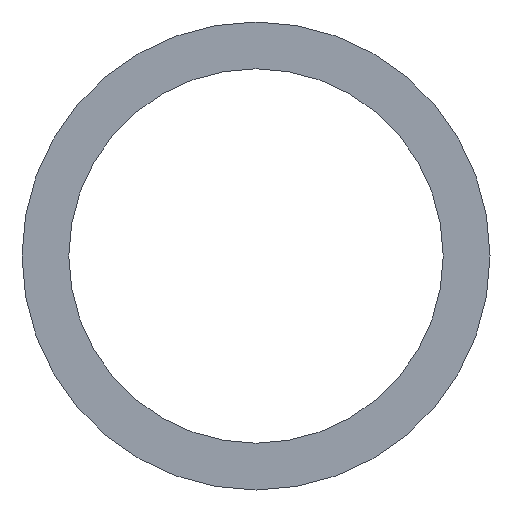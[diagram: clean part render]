
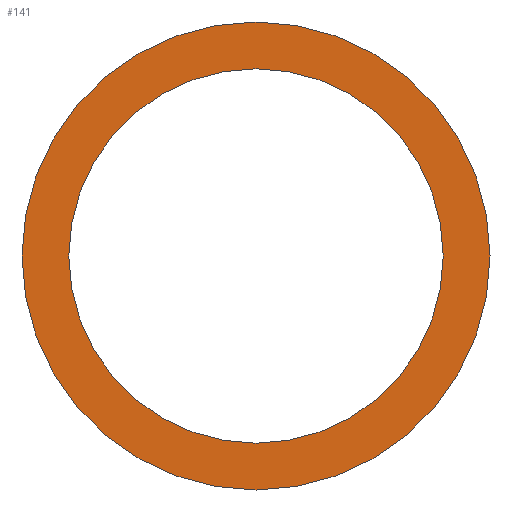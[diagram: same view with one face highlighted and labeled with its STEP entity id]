
A CAD part, front view. The second image highlights one B-rep face of the part: STEP entity #141.
In plain terms, the highlighted planar face has unit normal (0, -1, 0).
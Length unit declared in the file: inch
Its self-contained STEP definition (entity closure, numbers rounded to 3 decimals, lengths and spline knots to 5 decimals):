
#7 = DIRECTION ( 'NONE',  ( 0., 0., 1. ) ) ;
#13 = CIRCLE ( 'NONE', #61, 0.15 ) ;
#15 = CARTESIAN_POINT ( 'NONE',  ( 0., 0., 0.1875 ) ) ;
#20 = DIRECTION ( 'NONE',  ( 0., 0., 1. ) ) ;
#22 = DIRECTION ( 'NONE',  ( 0., 0., 1. ) ) ;
#23 = DIRECTION ( 'NONE',  ( 0., 1., 0. ) ) ;
#27 = DIRECTION ( 'NONE',  ( 0., 1., 0. ) ) ;
#32 = VERTEX_POINT ( 'NONE', #223 ) ;
#34 = CARTESIAN_POINT ( 'NONE',  ( 0., 0., 0. ) ) ;
#37 = VERTEX_POINT ( 'NONE', #208 ) ;
#39 = EDGE_LOOP ( 'NONE', ( #174, #189 ) ) ;
#40 = EDGE_LOOP ( 'NONE', ( #180, #202 ) ) ;
#43 = PLANE ( 'NONE',  #142 ) ;
#44 = CIRCLE ( 'NONE', #60, 0.1875 ) ;
#58 = AXIS2_PLACEMENT_3D ( 'NONE', #211, #27, #7 ) ;
#60 = AXIS2_PLACEMENT_3D ( 'NONE', #225, #110, #149 ) ;
#61 = AXIS2_PLACEMENT_3D ( 'NONE', #169, #132, #151 ) ;
#65 = CARTESIAN_POINT ( 'NONE',  ( 0., 0., 0. ) ) ;
#70 = EDGE_CURVE ( 'NONE', #32, #37, #210, .T. ) ;
#78 = FACE_BOUND ( 'NONE', #40, .T. ) ;
#79 = EDGE_CURVE ( 'NONE', #125, #98, #184, .T. ) ;
#95 = CARTESIAN_POINT ( 'NONE',  ( 0., 0., -0.1875 ) ) ;
#98 = VERTEX_POINT ( 'NONE', #95 ) ;
#104 = EDGE_CURVE ( 'NONE', #37, #32, #13, .T. ) ;
#106 = FACE_OUTER_BOUND ( 'NONE', #39, .T. ) ;
#109 = EDGE_CURVE ( 'NONE', #98, #125, #44, .T. ) ;
#110 = DIRECTION ( 'NONE',  ( 0., 1., 0. ) ) ;
#125 = VERTEX_POINT ( 'NONE', #15 ) ;
#126 = AXIS2_PLACEMENT_3D ( 'NONE', #34, #23, #20 ) ;
#130 = DIRECTION ( 'NONE',  ( 0., 1., 0. ) ) ;
#132 = DIRECTION ( 'NONE',  ( 0., 1., 0. ) ) ;
#141 = ADVANCED_FACE ( 'NONE', ( #106, #78 ), #43, .F. ) ;
#142 = AXIS2_PLACEMENT_3D ( 'NONE', #65, #130, #22 ) ;
#149 = DIRECTION ( 'NONE',  ( 0., 0., 1. ) ) ;
#151 = DIRECTION ( 'NONE',  ( 0., 0., 1. ) ) ;
#169 = CARTESIAN_POINT ( 'NONE',  ( 0., 0., 0. ) ) ;
#174 = ORIENTED_EDGE ( 'NONE', *, *, #109, .F. ) ;
#180 = ORIENTED_EDGE ( 'NONE', *, *, #104, .T. ) ;
#184 = CIRCLE ( 'NONE', #126, 0.1875 ) ;
#189 = ORIENTED_EDGE ( 'NONE', *, *, #79, .F. ) ;
#202 = ORIENTED_EDGE ( 'NONE', *, *, #70, .T. ) ;
#208 = CARTESIAN_POINT ( 'NONE',  ( 0., 0., -0.15 ) ) ;
#210 = CIRCLE ( 'NONE', #58, 0.15 ) ;
#211 = CARTESIAN_POINT ( 'NONE',  ( 0., 0., 0. ) ) ;
#223 = CARTESIAN_POINT ( 'NONE',  ( 0., 0., 0.15 ) ) ;
#225 = CARTESIAN_POINT ( 'NONE',  ( 0., 0., 0. ) ) ;
